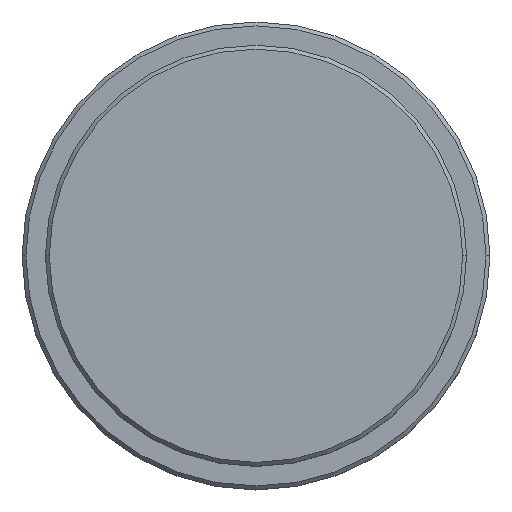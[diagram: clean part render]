
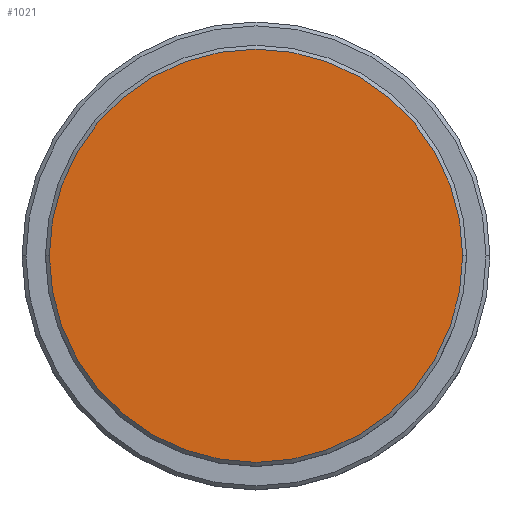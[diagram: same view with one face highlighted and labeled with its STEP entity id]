
A CAD part, top view. The second image highlights one B-rep face of the part: STEP entity #1021.
In plain terms, the highlighted planar face has unit normal (0, 0, 1).
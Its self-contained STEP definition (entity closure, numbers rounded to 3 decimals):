
#25 = CARTESIAN_POINT ( 'NONE',  ( 0., 0., 0. ) ) ;
#47 = AXIS2_PLACEMENT_3D ( 'NONE', #25, #907, #1321 ) ;
#126 = CARTESIAN_POINT ( 'NONE',  ( 0., 0., 0. ) ) ;
#239 = DIRECTION ( 'NONE',  ( 0., 0., 1. ) ) ;
#330 = CARTESIAN_POINT ( 'NONE',  ( 0., 0., 0. ) ) ;
#463 = CARTESIAN_POINT ( 'NONE',  ( 26.5, 0., 0. ) ) ;
#476 = CIRCLE ( 'NONE', #1029, 26.5 ) ;
#535 = ORIENTED_EDGE ( 'NONE', *, *, #986, .T. ) ;
#584 = FACE_OUTER_BOUND ( 'NONE', #1005, .T. ) ;
#647 = EDGE_CURVE ( 'NONE', #985, #992, #1383, .T. ) ;
#657 = ORIENTED_EDGE ( 'NONE', *, *, #647, .T. ) ;
#766 = DIRECTION ( 'NONE',  ( 0., 0., 1. ) ) ;
#784 = AXIS2_PLACEMENT_3D ( 'NONE', #330, #766, #1180 ) ;
#907 = DIRECTION ( 'NONE',  ( 0., 0., 1. ) ) ;
#985 = VERTEX_POINT ( 'NONE', #1325 ) ;
#986 = EDGE_CURVE ( 'NONE', #992, #985, #476, .T. ) ;
#992 = VERTEX_POINT ( 'NONE', #463 ) ;
#1005 = EDGE_LOOP ( 'NONE', ( #657, #535 ) ) ;
#1021 = ADVANCED_FACE ( 'NONE', ( #584 ), #1214, .T. ) ;
#1029 = AXIS2_PLACEMENT_3D ( 'NONE', #126, #239, #1110 ) ;
#1110 = DIRECTION ( 'NONE',  ( 1., 0., 0. ) ) ;
#1180 = DIRECTION ( 'NONE',  ( 1., 0., 0. ) ) ;
#1214 = PLANE ( 'NONE',  #47 ) ;
#1321 = DIRECTION ( 'NONE',  ( 1., 0., 0. ) ) ;
#1325 = CARTESIAN_POINT ( 'NONE',  ( -26.5, 0., 0. ) ) ;
#1383 = CIRCLE ( 'NONE', #784, 26.5 ) ;
